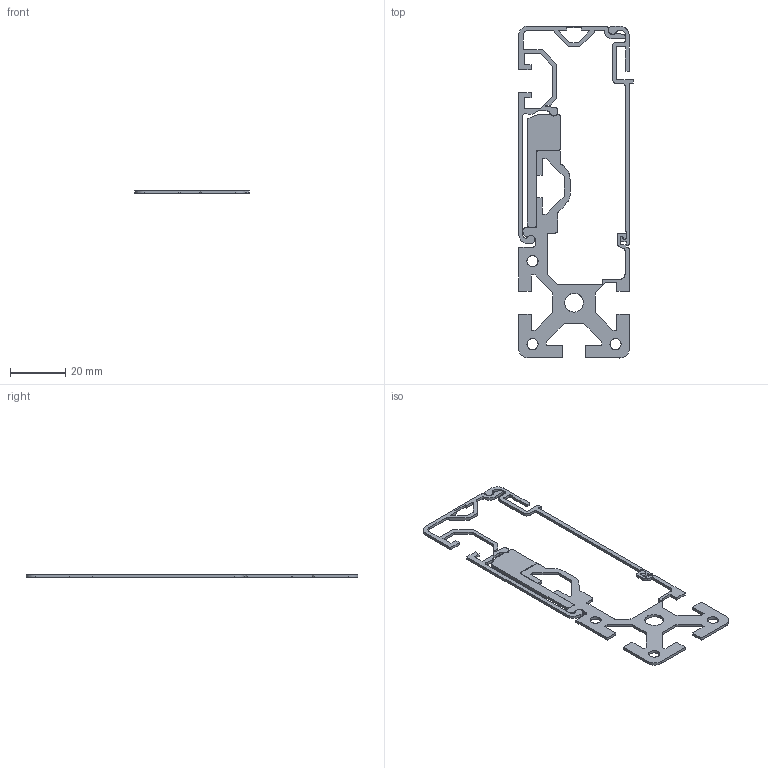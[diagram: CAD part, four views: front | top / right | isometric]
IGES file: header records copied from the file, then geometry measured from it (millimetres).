
Global section: file name: SP080; native system: Autodesk Inventor 2015; preprocessor: unknown; date: 20150903.153116; units: millimetre
Bounding box: 41.44 x 120 x 1 mm (x, y, z)
Volume: 1597.5 mm3; surface area: 4370.6 mm2
Topology: 4 solids, 4 shells, 254 faces, 741 edges, 495 vertices
Faces by surface type: bspline 254
